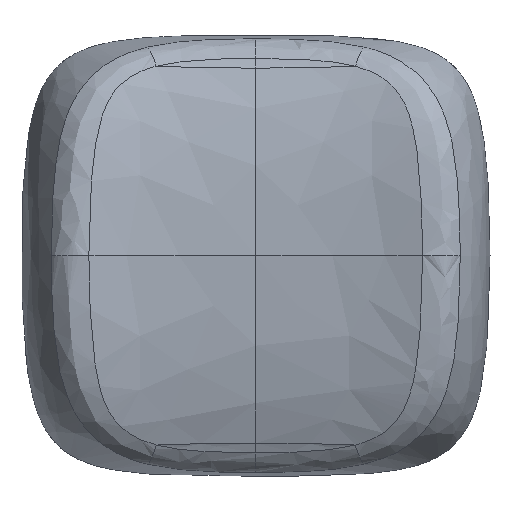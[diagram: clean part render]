
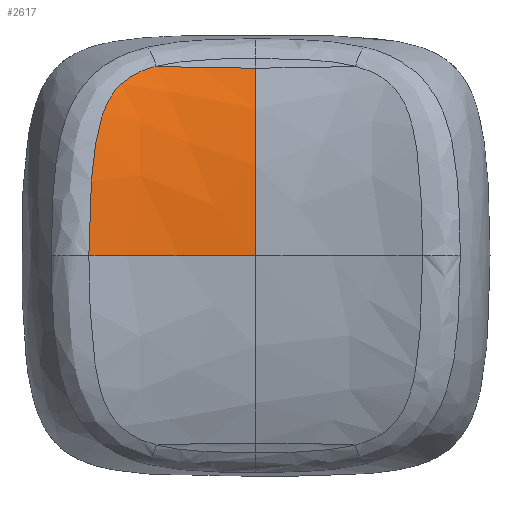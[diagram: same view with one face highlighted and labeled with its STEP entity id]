
A CAD part, top view. The second image highlights one B-rep face of the part: STEP entity #2617.
In plain terms, the highlighted free-form (B-spline) face has degree [3, 3] with [5, 5] control points.
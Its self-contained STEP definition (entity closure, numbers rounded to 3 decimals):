
#15=(
BOUNDED_CURVE()
B_SPLINE_CURVE(5,(#13134,#13135,#13136,#13137,#13138,#13139,#13140),
 .UNSPECIFIED.,.F.,.F.)
B_SPLINE_CURVE_WITH_KNOTS((6,1,6),(-1.,-0.8,-0.62),
 .UNSPECIFIED.)
CURVE()
GEOMETRIC_REPRESENTATION_ITEM()
RATIONAL_B_SPLINE_CURVE((1.,1.,1.,1.,1.,1.,1.))
REPRESENTATION_ITEM('')
);
#16=(
BOUNDED_CURVE()
B_SPLINE_CURVE(5,(#13171,#13172,#13173,#13174,#13175,#13176,#13177,#13178,
#13179,#13180),.UNSPECIFIED.,.F.,.F.)
B_SPLINE_CURVE_WITH_KNOTS((6,1,1,1,1,6),(0.183,0.2,0.4,0.6,0.8,
1.),.UNSPECIFIED.)
CURVE()
GEOMETRIC_REPRESENTATION_ITEM()
RATIONAL_B_SPLINE_CURVE((1.,1.,1.,1.,1.,1.,1.,1.,1.,1.))
REPRESENTATION_ITEM('')
);
#304=FACE_OUTER_BOUND('',#460,.T.);
#460=EDGE_LOOP('',(#2329,#2330,#2331,#2332));
#820=B_SPLINE_CURVE_WITH_KNOTS('',3,(#12908,#12909,#12910,#12911,#12912,
#12913,#12914,#12915,#12916,#12917,#12918),.UNSPECIFIED.,.F.,.F.,(4,1,1,
1,1,1,1,1,4),(0.,0.231,0.347,0.462,0.52,
0.578,0.636,0.693,0.809),
 .UNSPECIFIED.);
#827=B_SPLINE_CURVE_WITH_KNOTS('',3,(#13181,#13182,#13183,#13184,#13185),
 .UNSPECIFIED.,.F.,.F.,(4,1,4),(0.,0.571,1.),.UNSPECIFIED.);
#1091=VERTEX_POINT('',#12838);
#1092=VERTEX_POINT('',#12907);
#1097=VERTEX_POINT('',#13133);
#1098=VERTEX_POINT('',#13170);
#1497=EDGE_CURVE('',#1091,#1092,#820,.T.);
#1508=EDGE_CURVE('',#1097,#1092,#15,.T.);
#1510=EDGE_CURVE('',#1091,#1098,#16,.T.);
#1511=EDGE_CURVE('',#1098,#1097,#827,.T.);
#2329=ORIENTED_EDGE('',*,*,#1497,.F.);
#2330=ORIENTED_EDGE('',*,*,#1510,.T.);
#2331=ORIENTED_EDGE('',*,*,#1511,.T.);
#2332=ORIENTED_EDGE('',*,*,#1508,.T.);
#2464=B_SPLINE_SURFACE_WITH_KNOTS('',3,3,((#13145,#13146,#13147,#13148,
#13149),(#13150,#13151,#13152,#13153,#13154),(#13155,#13156,#13157,#13158,
#13159),(#13160,#13161,#13162,#13163,#13164),(#13165,#13166,#13167,#13168,
#13169)),.UNSPECIFIED.,.F.,.F.,.F.,(4,1,4),(4,1,4),(-1.,-0.533,
-0.183),(0.,0.571,1.),.UNSPECIFIED.);
#2617=ADVANCED_FACE('',(#304),#2464,.F.);
#12838=CARTESIAN_POINT('',(-6.23,0.,5.526));
#12907=CARTESIAN_POINT('',(-3.72,7.071,3.977));
#12908=CARTESIAN_POINT('Ctrl Pts',(-6.23,0.,
5.526));
#12909=CARTESIAN_POINT('Ctrl Pts',(-6.23,0.787,
5.526));
#12910=CARTESIAN_POINT('Ctrl Pts',(-6.203,1.979,5.494));
#12911=CARTESIAN_POINT('Ctrl Pts',(-6.075,3.587,5.319));
#12912=CARTESIAN_POINT('Ctrl Pts',(-5.922,4.591,5.126));
#12913=CARTESIAN_POINT('Ctrl Pts',(-5.702,5.358,4.905));
#12914=CARTESIAN_POINT('Ctrl Pts',(-5.463,5.889,4.708));
#12915=CARTESIAN_POINT('Ctrl Pts',(-5.127,6.336,4.494));
#12916=CARTESIAN_POINT('Ctrl Pts',(-4.565,6.787,4.221));
#12917=CARTESIAN_POINT('Ctrl Pts',(-4.064,6.978,4.062));
#12918=CARTESIAN_POINT('Ctrl Pts',(-3.72,7.071,3.977));
#13133=CARTESIAN_POINT('',(0.,7.,3.799));
#13134=CARTESIAN_POINT('Ctrl Pts',(0.,7.,
3.799));
#13135=CARTESIAN_POINT('Ctrl Pts',(-0.506,7.,
3.799));
#13136=CARTESIAN_POINT('Ctrl Pts',(-1.405,7.004,3.809));
#13137=CARTESIAN_POINT('Ctrl Pts',(-2.184,7.016,3.839));
#13138=CARTESIAN_POINT('Ctrl Pts',(-2.86,7.035,3.886));
#13139=CARTESIAN_POINT('Ctrl Pts',(-3.455,7.059,3.946));
#13140=CARTESIAN_POINT('Ctrl Pts',(-3.72,7.071,3.977));
#13145=CARTESIAN_POINT('Ctrl Pts',(0.,0.,
4.8));
#13146=CARTESIAN_POINT('Ctrl Pts',(0.,2.41,
4.8));
#13147=CARTESIAN_POINT('Ctrl Pts',(0.,4.949,
4.502));
#13148=CARTESIAN_POINT('Ctrl Pts',(0.,6.448,
4.021));
#13149=CARTESIAN_POINT('Ctrl Pts',(0.,7.,
3.799));
#13150=CARTESIAN_POINT('Ctrl Pts',(-1.969,0.,
4.8));
#13151=CARTESIAN_POINT('Ctrl Pts',(-1.969,2.41,4.8));
#13152=CARTESIAN_POINT('Ctrl Pts',(-1.969,4.949,4.502));
#13153=CARTESIAN_POINT('Ctrl Pts',(-1.969,6.448,4.021));
#13154=CARTESIAN_POINT('Ctrl Pts',(-1.969,7.,3.799));
#13155=CARTESIAN_POINT('Ctrl Pts',(-4.297,0.,
4.998));
#13156=CARTESIAN_POINT('Ctrl Pts',(-4.297,2.419,4.997));
#13157=CARTESIAN_POINT('Ctrl Pts',(-4.297,4.987,4.698));
#13158=CARTESIAN_POINT('Ctrl Pts',(-4.297,6.509,4.209));
#13159=CARTESIAN_POINT('Ctrl Pts',(-4.297,7.074,3.982));
#13160=CARTESIAN_POINT('Ctrl Pts',(-5.698,0.,
5.359));
#13161=CARTESIAN_POINT('Ctrl Pts',(-5.698,2.435,5.359));
#13162=CARTESIAN_POINT('Ctrl Pts',(-5.698,5.057,5.055));
#13163=CARTESIAN_POINT('Ctrl Pts',(-5.698,6.621,4.554));
#13164=CARTESIAN_POINT('Ctrl Pts',(-5.698,7.208,4.317));
#13165=CARTESIAN_POINT('Ctrl Pts',(-6.23,0.,
5.526));
#13166=CARTESIAN_POINT('Ctrl Pts',(-6.23,2.442,5.526));
#13167=CARTESIAN_POINT('Ctrl Pts',(-6.23,5.089,5.221));
#13168=CARTESIAN_POINT('Ctrl Pts',(-6.23,6.673,4.713));
#13169=CARTESIAN_POINT('Ctrl Pts',(-6.23,7.271,4.473));
#13170=CARTESIAN_POINT('',(0.,0.,4.8));
#13171=CARTESIAN_POINT('Ctrl Pts',(-6.23,0.,
5.526));
#13172=CARTESIAN_POINT('Ctrl Pts',(-6.215,0.,
5.522));
#13173=CARTESIAN_POINT('Ctrl Pts',(-6.016,0.,
5.46));
#13174=CARTESIAN_POINT('Ctrl Pts',(-5.617,0.,
5.344));
#13175=CARTESIAN_POINT('Ctrl Pts',(-4.967,0.,
5.182));
#13176=CARTESIAN_POINT('Ctrl Pts',(-3.961,0.,
4.995));
#13177=CARTESIAN_POINT('Ctrl Pts',(-2.674,0.,
4.864));
#13178=CARTESIAN_POINT('Ctrl Pts',(-1.452,0.,
4.812));
#13179=CARTESIAN_POINT('Ctrl Pts',(-0.506,0.,
4.8));
#13180=CARTESIAN_POINT('Ctrl Pts',(0.,0.,
4.8));
#13181=CARTESIAN_POINT('Ctrl Pts',(0.,0.,
4.8));
#13182=CARTESIAN_POINT('Ctrl Pts',(0.,2.41,
4.8));
#13183=CARTESIAN_POINT('Ctrl Pts',(0.,4.949,
4.502));
#13184=CARTESIAN_POINT('Ctrl Pts',(0.,6.448,
4.021));
#13185=CARTESIAN_POINT('Ctrl Pts',(0.,7.,
3.799));
